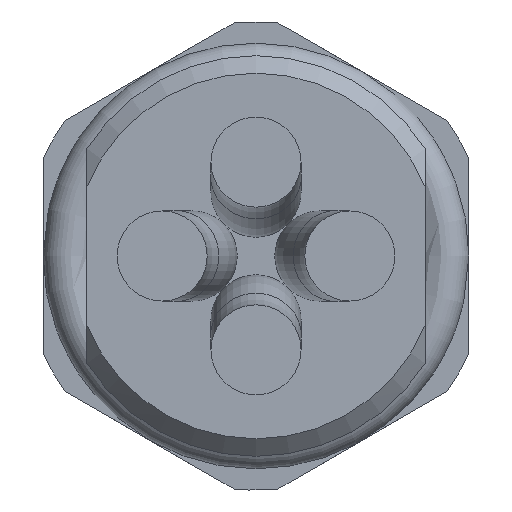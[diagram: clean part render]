
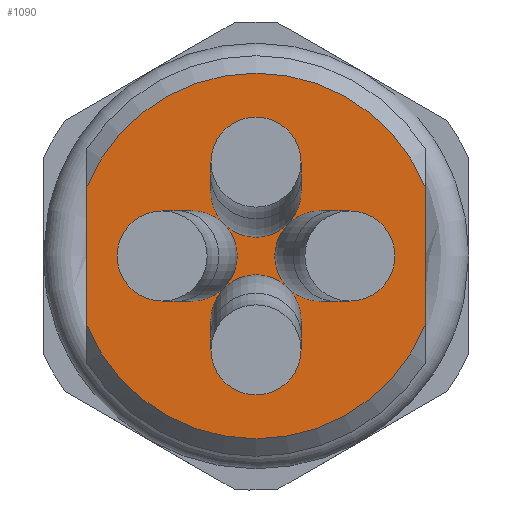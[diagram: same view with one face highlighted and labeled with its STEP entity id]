
A CAD part, front view. The second image highlights one B-rep face of the part: STEP entity #1090.
In plain terms, the highlighted planar face has unit normal (0, -1, 0).
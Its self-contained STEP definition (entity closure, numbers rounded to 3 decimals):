
#316=LINE('',#5621,#574);
#317=LINE('',#5625,#575);
#574=VECTOR('',#4180,1.);
#575=VECTOR('',#4183,1.);
#1090=ADVANCED_FACE('',(#1249,#1250,#1251,#1252,#1253),#1169,.F.);
#1169=PLANE('',#3407);
#1249=FACE_BOUND('',#1476,.T.);
#1250=FACE_BOUND('',#1477,.T.);
#1251=FACE_BOUND('',#1478,.T.);
#1252=FACE_BOUND('',#1479,.T.);
#1253=FACE_BOUND('',#1480,.T.);
#1476=EDGE_LOOP('',(#2297,#2298,#2299,#2300));
#1477=EDGE_LOOP('',(#2301));
#1478=EDGE_LOOP('',(#2302));
#1479=EDGE_LOOP('',(#2303));
#1480=EDGE_LOOP('',(#2304));
#2297=ORIENTED_EDGE('',*,*,#3037,.F.);
#2298=ORIENTED_EDGE('',*,*,#3038,.T.);
#2299=ORIENTED_EDGE('',*,*,#3039,.T.);
#2300=ORIENTED_EDGE('',*,*,#3035,.T.);
#2301=ORIENTED_EDGE('',*,*,#3029,.T.);
#2302=ORIENTED_EDGE('',*,*,#3028,.T.);
#2303=ORIENTED_EDGE('',*,*,#3027,.T.);
#2304=ORIENTED_EDGE('',*,*,#3026,.T.);
#2609=VERTEX_POINT('',#5589);
#2610=VERTEX_POINT('',#5592);
#2611=VERTEX_POINT('',#5595);
#2612=VERTEX_POINT('',#5598);
#2617=VERTEX_POINT('',#5613);
#2618=VERTEX_POINT('',#5615);
#2619=VERTEX_POINT('',#5622);
#2620=VERTEX_POINT('',#5624);
#3026=EDGE_CURVE('',#2609,#2609,#3141,.T.);
#3027=EDGE_CURVE('',#2610,#2610,#3142,.T.);
#3028=EDGE_CURVE('',#2611,#2611,#3143,.T.);
#3029=EDGE_CURVE('',#2612,#2612,#3144,.T.);
#3035=EDGE_CURVE('',#2618,#2617,#3147,.T.);
#3037=EDGE_CURVE('',#2619,#2617,#316,.T.);
#3038=EDGE_CURVE('',#2619,#2620,#3148,.T.);
#3039=EDGE_CURVE('',#2620,#2618,#317,.T.);
#3141=CIRCLE('',#3393,1.8);
#3142=CIRCLE('',#3395,1.8);
#3143=CIRCLE('',#3397,1.8);
#3144=CIRCLE('',#3399,1.8);
#3147=CIRCLE('',#3404,7.3);
#3148=CIRCLE('',#3406,7.3);
#3393=AXIS2_PLACEMENT_3D('',#5588,#4152,#4153);
#3395=AXIS2_PLACEMENT_3D('',#5591,#4156,#4157);
#3397=AXIS2_PLACEMENT_3D('',#5594,#4160,#4161);
#3399=AXIS2_PLACEMENT_3D('',#5597,#4164,#4165);
#3404=AXIS2_PLACEMENT_3D('',#5614,#4176,#4177);
#3406=AXIS2_PLACEMENT_3D('',#5623,#4181,#4182);
#3407=AXIS2_PLACEMENT_3D('',#5626,#4184,#4185);
#4152=DIRECTION('',(0.,1.,0.));
#4153=DIRECTION('',(0.,0.,-1.));
#4156=DIRECTION('',(0.,1.,0.));
#4157=DIRECTION('',(0.,0.,-1.));
#4160=DIRECTION('',(0.,1.,0.));
#4161=DIRECTION('',(0.,0.,-1.));
#4164=DIRECTION('',(0.,1.,0.));
#4165=DIRECTION('',(0.,0.,-1.));
#4176=DIRECTION('',(0.,-1.,0.));
#4177=DIRECTION('',(0.,0.,-1.));
#4180=DIRECTION('',(0.,0.,1.));
#4181=DIRECTION('',(0.,-1.,0.));
#4182=DIRECTION('',(0.,0.,-1.));
#4183=DIRECTION('',(0.,0.,1.));
#4184=DIRECTION('',(0.,1.,0.));
#4185=DIRECTION('',(0.,0.,1.));
#5588=CARTESIAN_POINT('',(0.,-11.19,-2.55));
#5589=CARTESIAN_POINT('',(0.,-11.19,-4.35));
#5591=CARTESIAN_POINT('',(0.,-11.19,2.55));
#5592=CARTESIAN_POINT('',(0.,-11.19,0.75));
#5594=CARTESIAN_POINT('',(2.55,-11.19,0.));
#5595=CARTESIAN_POINT('',(2.55,-11.19,-1.8));
#5597=CARTESIAN_POINT('',(-2.55,-11.19,0.));
#5598=CARTESIAN_POINT('',(-2.55,-11.19,-1.8));
#5613=CARTESIAN_POINT('',(-6.75,-11.19,2.78));
#5614=CARTESIAN_POINT('',(0.,-11.19,0.));
#5615=CARTESIAN_POINT('',(6.75,-11.19,2.78));
#5621=CARTESIAN_POINT('',(-6.75,-11.19,0.));
#5622=CARTESIAN_POINT('',(-6.75,-11.19,-2.78));
#5623=CARTESIAN_POINT('',(0.,-11.19,0.));
#5624=CARTESIAN_POINT('',(6.75,-11.19,-2.78));
#5625=CARTESIAN_POINT('',(6.75,-11.19,0.));
#5626=CARTESIAN_POINT('',(7.3,-11.19,0.));
